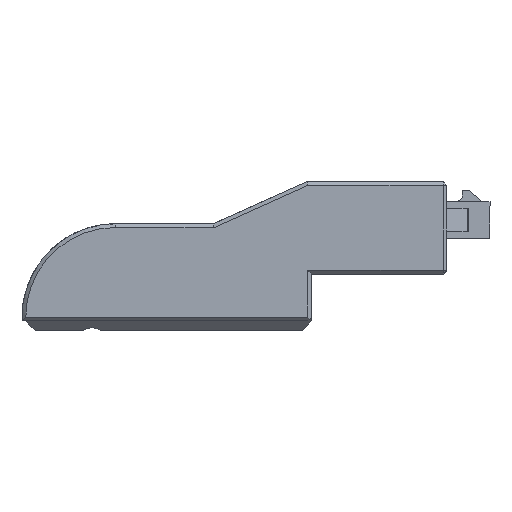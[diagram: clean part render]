
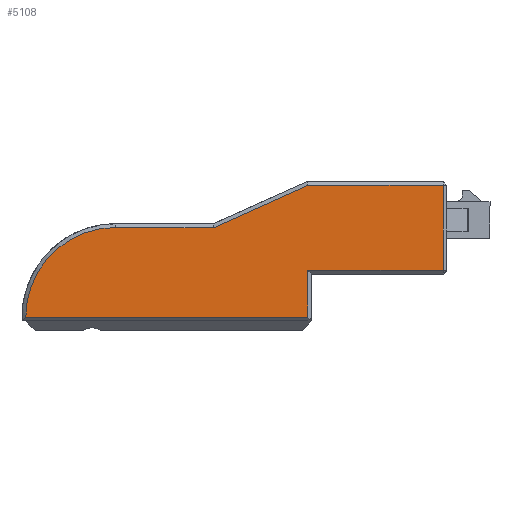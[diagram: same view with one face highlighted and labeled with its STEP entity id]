
A CAD part, left-side view. The second image highlights one B-rep face of the part: STEP entity #5108.
In plain terms, the highlighted planar face has unit normal (-1, 0, 0).
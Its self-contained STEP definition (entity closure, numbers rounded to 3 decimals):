
#187=CIRCLE('',#5489,9.6);
#473=FACE_OUTER_BOUND('',#763,.T.);
#763=EDGE_LOOP('',(#4434,#4435,#4436,#4437,#4438,#4439,#4440,#4441));
#1340=LINE('',#8395,#1920);
#1343=LINE('',#8409,#1923);
#1354=LINE('',#8442,#1934);
#1356=LINE('',#8445,#1936);
#1362=LINE('',#8477,#1942);
#1363=LINE('',#8479,#1943);
#1364=LINE('',#8481,#1944);
#1920=VECTOR('',#6628,10.);
#1923=VECTOR('',#6639,10.);
#1934=VECTOR('',#6674,10.);
#1936=VECTOR('',#6678,10.);
#1942=VECTOR('',#6700,10.);
#1943=VECTOR('',#6701,10.);
#1944=VECTOR('',#6702,10.);
#2410=VERTEX_POINT('',#8392);
#2411=VERTEX_POINT('',#8394);
#2413=VERTEX_POINT('',#8406);
#2414=VERTEX_POINT('',#8408);
#2422=VERTEX_POINT('',#8435);
#2424=VERTEX_POINT('',#8440);
#2430=VERTEX_POINT('',#8478);
#2431=VERTEX_POINT('',#8480);
#3085=EDGE_CURVE('',#2410,#2411,#1340,.T.);
#3090=EDGE_CURVE('',#2413,#2414,#1343,.T.);
#3107=EDGE_CURVE('',#2424,#2422,#1354,.T.);
#3109=EDGE_CURVE('',#2422,#2413,#1356,.T.);
#3119=EDGE_CURVE('',#2414,#2410,#1362,.T.);
#3120=EDGE_CURVE('',#2430,#2424,#1363,.T.);
#3121=EDGE_CURVE('',#2431,#2430,#1364,.T.);
#3122=EDGE_CURVE('',#2411,#2431,#187,.T.);
#4434=ORIENTED_EDGE('',*,*,#3119,.F.);
#4435=ORIENTED_EDGE('',*,*,#3090,.F.);
#4436=ORIENTED_EDGE('',*,*,#3109,.F.);
#4437=ORIENTED_EDGE('',*,*,#3107,.F.);
#4438=ORIENTED_EDGE('',*,*,#3120,.F.);
#4439=ORIENTED_EDGE('',*,*,#3121,.F.);
#4440=ORIENTED_EDGE('',*,*,#3122,.F.);
#4441=ORIENTED_EDGE('',*,*,#3085,.F.);
#4855=PLANE('',#5488);
#5108=ADVANCED_FACE('',(#473),#4855,.T.);
#5488=AXIS2_PLACEMENT_3D('',#8476,#6698,#6699);
#5489=AXIS2_PLACEMENT_3D('',#8482,#6703,#6704);
#6628=DIRECTION('',(0.,1.,0.));
#6639=DIRECTION('',(0.,1.,0.));
#6674=DIRECTION('',(0.,-1.,0.));
#6678=DIRECTION('',(0.,0.,-1.));
#6698=DIRECTION('center_axis',(-1.,0.,0.));
#6699=DIRECTION('ref_axis',(0.,-1.,0.));
#6700=DIRECTION('',(0.,0.,-1.));
#6701=DIRECTION('',(0.,-0.912,0.41));
#6702=DIRECTION('',(0.,-1.,0.));
#6703=DIRECTION('center_axis',(1.,0.,0.));
#6704=DIRECTION('ref_axis',(0.,0.707,0.707));
#8392=CARTESIAN_POINT('',(-10.8,25.829,31.652));
#8394=CARTESIAN_POINT('',(-10.8,56.024,31.652));
#8395=CARTESIAN_POINT('',(-10.8,52.674,31.652));
#8406=CARTESIAN_POINT('',(-10.8,11.324,36.652));
#8408=CARTESIAN_POINT('',(-10.8,25.829,36.652));
#8409=CARTESIAN_POINT('',(-10.8,45.049,36.652));
#8435=CARTESIAN_POINT('',(-10.8,11.324,45.752));
#8440=CARTESIAN_POINT('',(-10.8,25.838,45.752));
#8442=CARTESIAN_POINT('',(-10.8,39.924,45.752));
#8445=CARTESIAN_POINT('',(-10.8,11.324,34.152));
#8476=CARTESIAN_POINT('Origin',(-10.8,56.424,31.652));
#8477=CARTESIAN_POINT('',(-10.8,25.829,31.652));
#8478=CARTESIAN_POINT('',(-10.8,35.838,41.252));
#8479=CARTESIAN_POINT('',(-10.8,43.655,37.734));
#8480=CARTESIAN_POINT('',(-10.8,46.424,41.252));
#8481=CARTESIAN_POINT('',(-10.8,45.049,41.252));
#8482=CARTESIAN_POINT('Origin',(-10.8,46.424,31.652));
